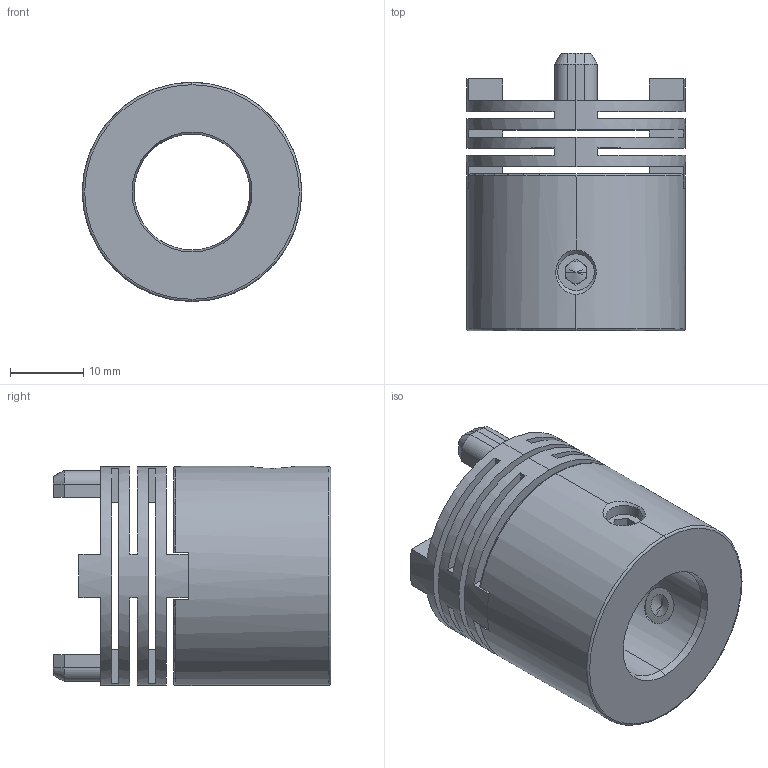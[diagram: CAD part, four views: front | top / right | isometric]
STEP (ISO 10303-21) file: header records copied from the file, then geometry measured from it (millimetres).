
FILE_DESCRIPTION (( 'STEP AP203' ), '1' );
FILE_NAME ('M030_M9410_010-E5.STEP', '2018-05-14T12:26:02', ( '' ), ( '' ), 'SwSTEP 2.0', 'SolidWorks 2016', '' );
FILE_SCHEMA (( 'CONFIG_CONTROL_DESIGN' ));
Length unit declared in the file: millimetre
Products named in the file (1): M030_M9410_010-E5
Bounding box: 30 x 38 x 30 mm (x, y, z)
Surface area: 8515.3 mm2 (no closed solid volume)
Topology: 0 solids, 6 shells, 130 faces, 385 edges, 254 vertices
Faces by surface type: plane 77, cylinder 27, cone 21, torus 5
Entity records: 4728 total; most frequent: CARTESIAN_POINT 1038, DIRECTION 778, ORIENTED_EDGE 732, EDGE_CURVE 381, AXIS2_PLACEMENT_3D 282, VERTEX_POINT 254, LINE 214, VECTOR 214
